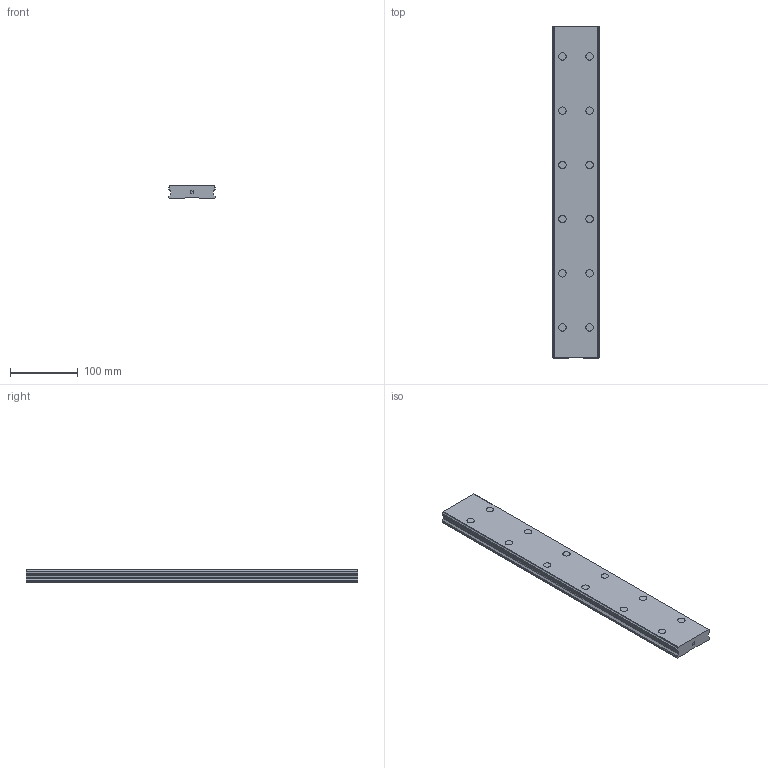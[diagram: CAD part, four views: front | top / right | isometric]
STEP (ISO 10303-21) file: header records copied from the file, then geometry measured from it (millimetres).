
FILE_DESCRIPTION(('STEP AP214'),'1');
FILE_NAME('cctmp_9A35ED04-728E-4DF1-9C8C-15408F4F5725_2021_03_09_10_29_02_0449..stp','2021-03-09T09:29:02',('HIWIN GmbH'),('CADClick - www.CADClick.com'),'Spatial InterOp 3D',' ','unknown authorization');
FILE_SCHEMA(('AUTOMOTIVE_DESIGN'));
Length unit declared in the file: millimetre
Products named in the file (1): WER35R490H_FILE
Bounding box: 69 x 490 x 19 mm (x, y, z)
Volume: 591593.8 mm3; surface area: 97392.7 mm2
Topology: 1 solids, 1 shells, 211 faces, 507 edges, 338 vertices
Faces by surface type: plane 121, cylinder 90
Entity records: 7893 total; most frequent: DIRECTION 1111, CARTESIAN_POINT 1057, ORIENTED_EDGE 1014, EDGE_CURVE 507, AXIS2_PLACEMENT_3D 392, VERTEX_POINT 338, LINE 327, VECTOR 327
